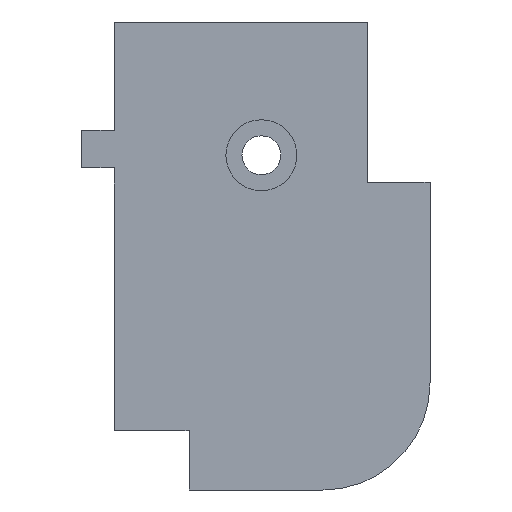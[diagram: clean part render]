
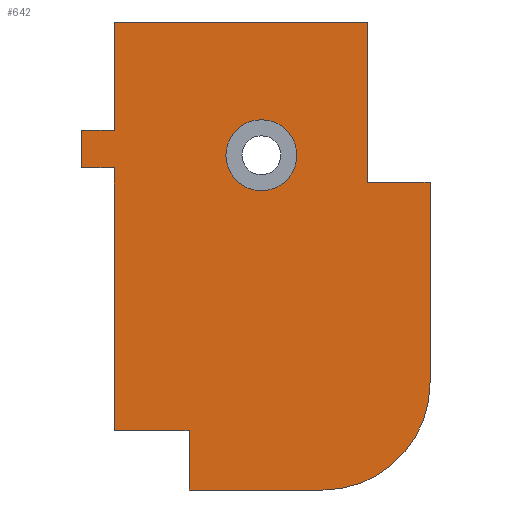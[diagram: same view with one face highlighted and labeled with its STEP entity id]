
A CAD part, front view. The second image highlights one B-rep face of the part: STEP entity #642.
In plain terms, the highlighted planar face has unit normal (0, -1, 0).
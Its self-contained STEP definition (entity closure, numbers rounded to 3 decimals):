
#34=FACE_BOUND('',#108,.T.);
#44=CIRCLE('',#704,8.);
#45=CIRCLE('',#705,2.65);
#69=FACE_OUTER_BOUND('',#107,.T.);
#107=EDGE_LOOP('',(#438,#439,#440,#441,#442,#443,#444,#445,#446,#447,#448,
#449,#450));
#108=EDGE_LOOP('',(#451));
#156=LINE('',#969,#221);
#158=LINE('',#973,#223);
#159=LINE('',#975,#224);
#160=LINE('',#977,#225);
#161=LINE('',#979,#226);
#162=LINE('',#981,#227);
#163=LINE('',#983,#228);
#164=LINE('',#985,#229);
#165=LINE('',#987,#230);
#166=LINE('',#991,#231);
#167=LINE('',#993,#232);
#168=LINE('',#994,#233);
#221=VECTOR('',#772,10.);
#223=VECTOR('',#776,10.);
#224=VECTOR('',#777,10.);
#225=VECTOR('',#778,10.);
#226=VECTOR('',#779,10.);
#227=VECTOR('',#780,10.);
#228=VECTOR('',#781,10.);
#229=VECTOR('',#782,10.);
#230=VECTOR('',#783,10.);
#231=VECTOR('',#786,10.);
#232=VECTOR('',#787,10.);
#233=VECTOR('',#788,10.);
#286=VERTEX_POINT('',#966);
#287=VERTEX_POINT('',#968);
#288=VERTEX_POINT('',#972);
#289=VERTEX_POINT('',#974);
#290=VERTEX_POINT('',#976);
#291=VERTEX_POINT('',#978);
#292=VERTEX_POINT('',#980);
#293=VERTEX_POINT('',#982);
#294=VERTEX_POINT('',#984);
#295=VERTEX_POINT('',#986);
#296=VERTEX_POINT('',#988);
#297=VERTEX_POINT('',#990);
#298=VERTEX_POINT('',#992);
#299=VERTEX_POINT('',#995);
#346=EDGE_CURVE('',#286,#287,#156,.T.);
#348=EDGE_CURVE('',#288,#286,#158,.T.);
#349=EDGE_CURVE('',#289,#288,#159,.T.);
#350=EDGE_CURVE('',#290,#289,#160,.T.);
#351=EDGE_CURVE('',#291,#290,#161,.T.);
#352=EDGE_CURVE('',#292,#291,#162,.T.);
#353=EDGE_CURVE('',#293,#292,#163,.T.);
#354=EDGE_CURVE('',#294,#293,#164,.T.);
#355=EDGE_CURVE('',#295,#294,#165,.T.);
#356=EDGE_CURVE('',#296,#295,#44,.T.);
#357=EDGE_CURVE('',#297,#296,#166,.T.);
#358=EDGE_CURVE('',#298,#297,#167,.T.);
#359=EDGE_CURVE('',#287,#298,#168,.T.);
#360=EDGE_CURVE('',#299,#299,#45,.T.);
#438=ORIENTED_EDGE('',*,*,#346,.F.);
#439=ORIENTED_EDGE('',*,*,#348,.F.);
#440=ORIENTED_EDGE('',*,*,#349,.F.);
#441=ORIENTED_EDGE('',*,*,#350,.F.);
#442=ORIENTED_EDGE('',*,*,#351,.F.);
#443=ORIENTED_EDGE('',*,*,#352,.F.);
#444=ORIENTED_EDGE('',*,*,#353,.F.);
#445=ORIENTED_EDGE('',*,*,#354,.F.);
#446=ORIENTED_EDGE('',*,*,#355,.F.);
#447=ORIENTED_EDGE('',*,*,#356,.F.);
#448=ORIENTED_EDGE('',*,*,#357,.F.);
#449=ORIENTED_EDGE('',*,*,#358,.F.);
#450=ORIENTED_EDGE('',*,*,#359,.F.);
#451=ORIENTED_EDGE('',*,*,#360,.F.);
#615=PLANE('',#703);
#642=ADVANCED_FACE('',(#69,#34),#615,.F.);
#703=AXIS2_PLACEMENT_3D('',#971,#774,#775);
#704=AXIS2_PLACEMENT_3D('',#989,#784,#785);
#705=AXIS2_PLACEMENT_3D('',#996,#789,#790);
#772=DIRECTION('',(1.,0.,0.));
#774=DIRECTION('center_axis',(0.,1.,0.));
#775=DIRECTION('ref_axis',(0.,0.,1.));
#776=DIRECTION('',(0.,0.,1.));
#777=DIRECTION('',(1.,0.,0.));
#778=DIRECTION('',(0.,0.,1.));
#779=DIRECTION('',(-1.,0.,0.));
#780=DIRECTION('',(0.,0.,1.));
#781=DIRECTION('',(-1.,0.,0.));
#782=DIRECTION('',(0.,0.,1.));
#783=DIRECTION('',(-1.,0.,0.));
#784=DIRECTION('center_axis',(0.,1.,0.));
#785=DIRECTION('ref_axis',(1.,0.,0.));
#786=DIRECTION('',(0.,0.,-1.));
#787=DIRECTION('',(1.,0.,0.));
#788=DIRECTION('',(0.,0.,-1.));
#789=DIRECTION('center_axis',(0.,-1.,0.));
#790=DIRECTION('ref_axis',(-1.,0.,0.));
#966=CARTESIAN_POINT('',(-24.601,-0.15,1.573));
#968=CARTESIAN_POINT('',(-5.701,-0.15,1.573));
#969=CARTESIAN_POINT('',(-19.301,-0.15,1.573));
#971=CARTESIAN_POINT('Origin',(-14.001,-0.15,-15.877));
#972=CARTESIAN_POINT('',(-24.601,-0.15,-6.527));
#973=CARTESIAN_POINT('',(-24.601,-0.15,-6.527));
#974=CARTESIAN_POINT('',(-27.001,-0.15,-6.527));
#975=CARTESIAN_POINT('',(-27.001,-0.15,-6.527));
#976=CARTESIAN_POINT('',(-27.001,-0.15,-9.327));
#977=CARTESIAN_POINT('',(-27.001,-0.15,-9.327));
#978=CARTESIAN_POINT('',(-24.601,-0.15,-9.327));
#979=CARTESIAN_POINT('',(-24.601,-0.15,-9.327));
#980=CARTESIAN_POINT('',(-24.601,-0.15,-28.947));
#981=CARTESIAN_POINT('',(-24.601,-0.15,-28.947));
#982=CARTESIAN_POINT('',(-19.001,-0.15,-28.947));
#983=CARTESIAN_POINT('',(-19.001,-0.15,-28.947));
#984=CARTESIAN_POINT('',(-19.001,-0.15,-33.377));
#985=CARTESIAN_POINT('',(-19.001,-0.15,-33.377));
#986=CARTESIAN_POINT('',(-9.001,-0.15,-33.377));
#987=CARTESIAN_POINT('',(-9.001,-0.15,-33.377));
#988=CARTESIAN_POINT('',(-1.001,-0.15,-25.377));
#989=CARTESIAN_POINT('Origin',(-9.001,-0.15,-25.377));
#990=CARTESIAN_POINT('',(-1.001,-0.15,-10.377));
#991=CARTESIAN_POINT('',(-1.001,-0.15,-10.377));
#992=CARTESIAN_POINT('',(-5.701,-0.15,-10.377));
#993=CARTESIAN_POINT('',(-5.701,-0.15,-10.377));
#994=CARTESIAN_POINT('',(-5.701,-0.15,1.623));
#995=CARTESIAN_POINT('',(-16.251,-0.15,-8.377));
#996=CARTESIAN_POINT('Origin',(-13.601,-0.15,-8.377));
